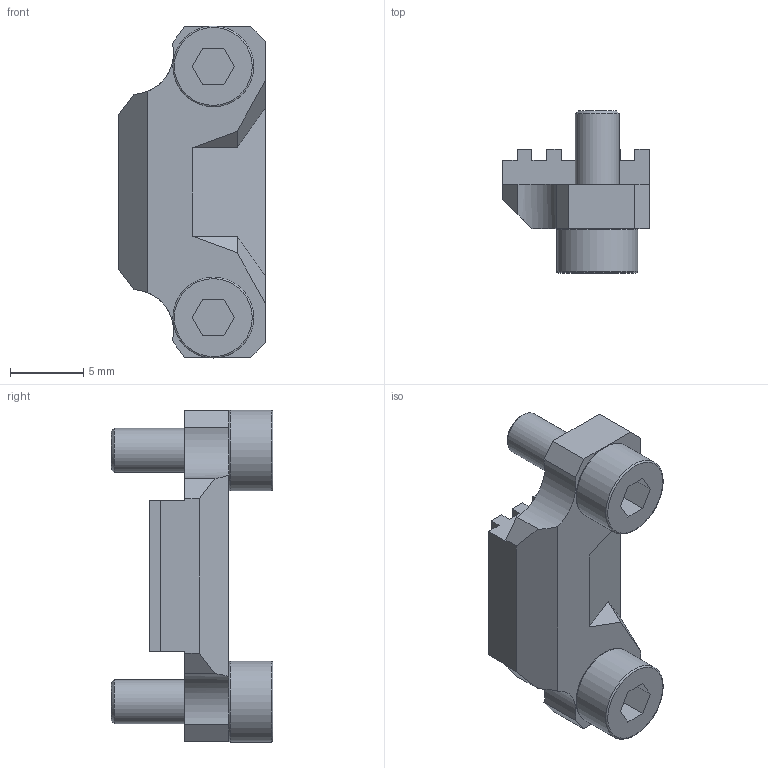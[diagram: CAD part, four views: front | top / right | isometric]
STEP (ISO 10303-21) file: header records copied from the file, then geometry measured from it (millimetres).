
FILE_DESCRIPTION(/* description */ ('STEP AP242','CAx-IF Rec.Pracs.---Representation and Presentation of Product Manufacturing Information (PMI)---4.0---2014-10-13','CAx-IF Rec.Pracs.---3D Tessellated Geometry---0.4---2014-09-14','2;1'),/* implementation_level */ '2;1');
FILE_NAME(/* name */ '64592d478c7fe730de276f50',/* time_stamp */ '2023-05-08T17:11:36Z',/* author */ (''),/* organization */ (''),/* preprocessor_version */ 'ST-DEVELOPER v19.4',/* originating_system */ ' ',/* authorisation */ ' ');
FILE_SCHEMA (('AP242_MANAGED_MODEL_BASED_3D_ENGINEERING_MIM_LF { 1 0 10303 442 1 1 4 }'));
Length unit declared in the file: metre
Products named in the file (3): Belt Grabber; DIN 912 M3 8 mm; face_belt_grabber
Assembly tree (3 placements, depth 2):
  Belt Grabber
    DIN 912 M3 8 mm  x2
    face_belt_grabber
Bounding box: 10 x 11 x 22.6 mm (x, y, z)
Volume: 882.4 mm3; surface area: 1104.1 mm2
Topology: 3 solids, 3 shells, 74 faces, 188 edges, 124 vertices
Faces by surface type: plane 60, cylinder 8, torus 4, cone 2
Full cylindrical faces by diameter (mm): 3 x2, 3.3 x2, 5.5 x2
Entity records: 1852 total; most frequent: CARTESIAN_POINT 315, ORIENTED_EDGE 298, DIRECTION 292, EDGE_CURVE 149, LINE 132, VECTOR 132, VERTEX_POINT 103, AXIS2_PLACEMENT_3D 80
